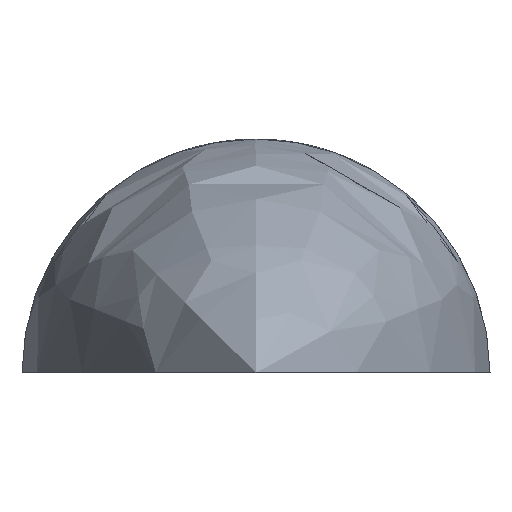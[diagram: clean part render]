
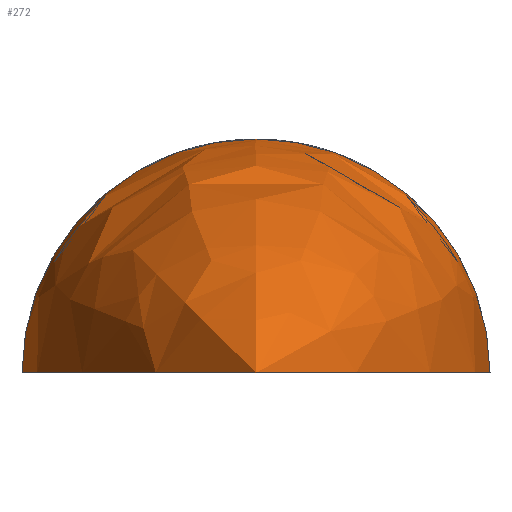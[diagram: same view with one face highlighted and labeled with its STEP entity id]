
A CAD part, left-side view. The second image highlights one B-rep face of the part: STEP entity #272.
In plain terms, the highlighted free-form (B-spline) face has degree [2, 2] with [3, 5] control points.
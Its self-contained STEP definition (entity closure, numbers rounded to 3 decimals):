
#15=(
BOUNDED_SURFACE()
B_SPLINE_SURFACE(2,2,((#604,#605,#606,#607,#608),(#609,#610,#611,#612,#613),
(#614,#615,#616,#617,#618)),.UNSPECIFIED.,.F.,.F.,.F.)
B_SPLINE_SURFACE_WITH_KNOTS((3,3),(3,2,3),(-0.68,0.),
(-1.571,0.,1.571),.UNSPECIFIED.)
GEOMETRIC_REPRESENTATION_ITEM()
RATIONAL_B_SPLINE_SURFACE(((1.,0.707,1.,0.707,1.),
(0.943,0.667,0.943,0.667,
0.943),(1.,0.707,1.,0.707,1.)))
REPRESENTATION_ITEM('')
SURFACE()
);
#67=FACE_OUTER_BOUND('',#86,.T.);
#86=EDGE_LOOP('',(#239,#240,#241));
#94=CIRCLE('',#294,4.);
#104=CIRCLE('',#315,18.);
#105=CIRCLE('',#316,18.);
#125=VERTEX_POINT('',#476);
#126=VERTEX_POINT('',#478);
#138=VERTEX_POINT('',#619);
#150=EDGE_CURVE('',#125,#126,#94,.T.);
#174=EDGE_CURVE('',#125,#138,#104,.T.);
#175=EDGE_CURVE('',#126,#138,#105,.T.);
#239=ORIENTED_EDGE('',*,*,#174,.T.);
#240=ORIENTED_EDGE('',*,*,#175,.F.);
#241=ORIENTED_EDGE('',*,*,#150,.F.);
#272=ADVANCED_FACE('',(#67),#15,.F.);
#294=AXIS2_PLACEMENT_3D('',#479,#334,#335);
#315=AXIS2_PLACEMENT_3D('',#620,#386,#387);
#316=AXIS2_PLACEMENT_3D('',#621,#388,#389);
#334=DIRECTION('center_axis',(1.,0.,0.));
#335=DIRECTION('ref_axis',(0.,1.,0.));
#386=DIRECTION('center_axis',(0.,0.,1.));
#387=DIRECTION('ref_axis',(0.,1.,0.));
#388=DIRECTION('center_axis',(0.,0.,-1.));
#389=DIRECTION('ref_axis',(0.,-1.,0.));
#476=CARTESIAN_POINT('',(-90.686,4.,0.));
#478=CARTESIAN_POINT('',(-90.686,-4.,0.));
#479=CARTESIAN_POINT('Origin',(-90.686,0.,0.));
#604=CARTESIAN_POINT('Ctrl Pts',(-102.,0.,0.));
#605=CARTESIAN_POINT('Ctrl Pts',(-102.,0.,0.));
#606=CARTESIAN_POINT('Ctrl Pts',(-102.,0.,0.));
#607=CARTESIAN_POINT('Ctrl Pts',(-102.,0.,0.));
#608=CARTESIAN_POINT('Ctrl Pts',(-102.,0.,0.));
#609=CARTESIAN_POINT('Ctrl Pts',(-97.05,4.,0.));
#610=CARTESIAN_POINT('Ctrl Pts',(-97.05,4.,4.));
#611=CARTESIAN_POINT('Ctrl Pts',(-97.05,0.,
4.));
#612=CARTESIAN_POINT('Ctrl Pts',(-97.05,-4.,4.));
#613=CARTESIAN_POINT('Ctrl Pts',(-97.05,-4.,0.));
#614=CARTESIAN_POINT('Ctrl Pts',(-90.686,4.,0.));
#615=CARTESIAN_POINT('Ctrl Pts',(-90.686,4.,4.));
#616=CARTESIAN_POINT('Ctrl Pts',(-90.686,0.,
4.));
#617=CARTESIAN_POINT('Ctrl Pts',(-90.686,-4.,4.));
#618=CARTESIAN_POINT('Ctrl Pts',(-90.686,-4.,0.));
#619=CARTESIAN_POINT('',(-102.,0.,0.));
#620=CARTESIAN_POINT('Origin',(-90.686,-14.,0.));
#621=CARTESIAN_POINT('Origin',(-90.686,14.,0.));
